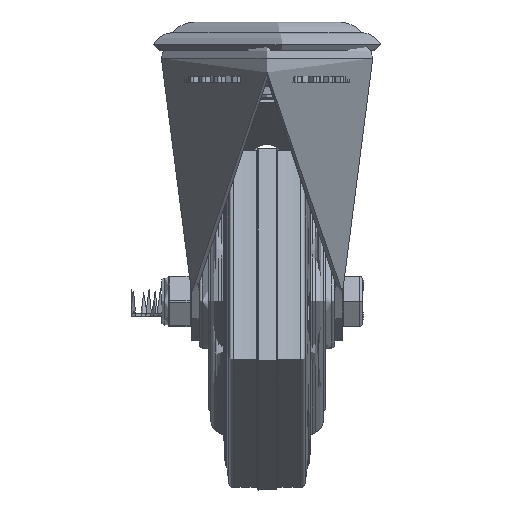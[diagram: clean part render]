
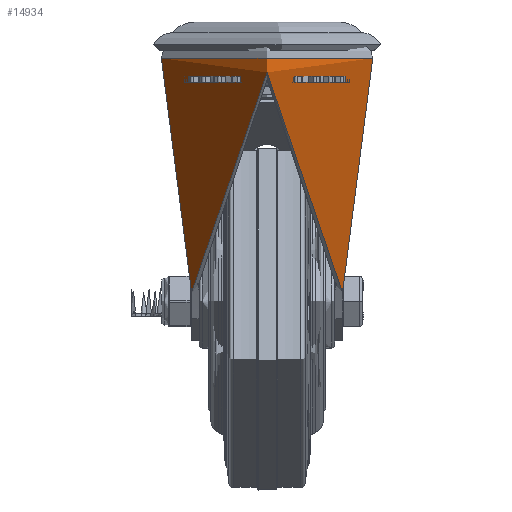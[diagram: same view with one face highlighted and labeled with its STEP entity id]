
A CAD part, left-side view. The second image highlights one B-rep face of the part: STEP entity #14934.
In plain terms, the highlighted cylindrical face has radius 35 mm (diameter 70 mm), a full revolution.
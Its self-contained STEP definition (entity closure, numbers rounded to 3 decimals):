
#401=B_SPLINE_CURVE_WITH_KNOTS('',3,(#22678,#22679,#22680,#22681,#22682,
#22683,#22684,#22685,#22686,#22687),.UNSPECIFIED.,.F.,.F.,(4,2,2,2,4),(-0.447,
-0.317,-0.188,-0.094,0.),
 .UNSPECIFIED.);
#402=B_SPLINE_CURVE_WITH_KNOTS('',3,(#22691,#22692,#22693,#22694,#22695,
#22696,#22697,#22698,#22699,#22700,#22701,#22702,#22703,#22704,#22705,#22706,
#22707,#22708,#22709,#22710,#22711,#22712,#22713,#22714,#22715,#22716,#22717,
#22718,#22719,#22720,#22721,#22722,#22723,#22724,#22725,#22726,#22727,#22728,
#22729,#22730,#22731,#22732,#22733,#22734,#22735,#22736,#22737,#22738,#22739,
#22740),.UNSPECIFIED.,.F.,.F.,(4,2,2,2,2,2,2,2,2,2,2,2,2,2,2,2,2,2,2,2,
2,2,2,2,4),(-24.922,-24.34,-23.155,-21.971,
-20.786,-19.761,-18.737,-17.712,
-16.688,-16.046,-15.403,-14.761,-14.119,
-13.477,-12.835,-12.192,-11.55,
-10.526,-9.501,-8.477,-7.452,
-6.268,-5.083,-3.898,-3.316),
 .UNSPECIFIED.);
#403=B_SPLINE_CURVE_WITH_KNOTS('',3,(#22743,#22744,#22745,#22746,#22747,
#22748,#22749,#22750,#22751,#22752),.UNSPECIFIED.,.F.,.F.,(4,2,2,2,4),(0.875,
0.969,1.063,1.192,1.321),
 .UNSPECIFIED.);
#1376=CYLINDRICAL_SURFACE('',#16225,35.);
#1836=LINE('',#22674,#2803);
#1837=LINE('',#22689,#2804);
#1838=LINE('',#22742,#2805);
#2803=VECTOR('',#18550,35.);
#2804=VECTOR('',#18553,1000.);
#2805=VECTOR('',#18554,1000.);
#3692=FACE_OUTER_BOUND('',#4627,.T.);
#4627=EDGE_LOOP('',(#11058,#11059,#11060,#11061,#11062,#11063,#11064,#11065,
#11066,#11067));
#5628=CIRCLE('',#16214,35.);
#5637=CIRCLE('',#16226,35.);
#5638=CIRCLE('',#16227,35.);
#6597=VERTEX_POINT('',#22653);
#6603=VERTEX_POINT('',#22671);
#6604=VERTEX_POINT('',#22672);
#6605=VERTEX_POINT('',#22675);
#6606=VERTEX_POINT('',#22677);
#6607=VERTEX_POINT('',#22688);
#6608=VERTEX_POINT('',#22690);
#6609=VERTEX_POINT('',#22741);
#8219=EDGE_CURVE('',#6597,#6597,#5628,.T.);
#8228=EDGE_CURVE('',#6603,#6604,#5637,.T.);
#8229=EDGE_CURVE('',#6604,#6597,#1836,.T.);
#8230=EDGE_CURVE('',#6604,#6605,#5638,.T.);
#8231=EDGE_CURVE('',#6606,#6605,#401,.F.);
#8232=EDGE_CURVE('',#6606,#6607,#1837,.T.);
#8233=EDGE_CURVE('',#6607,#6608,#402,.T.);
#8234=EDGE_CURVE('',#6608,#6609,#1838,.T.);
#8235=EDGE_CURVE('',#6603,#6609,#403,.F.);
#11058=ORIENTED_EDGE('',*,*,#8228,.T.);
#11059=ORIENTED_EDGE('',*,*,#8229,.T.);
#11060=ORIENTED_EDGE('',*,*,#8219,.F.);
#11061=ORIENTED_EDGE('',*,*,#8229,.F.);
#11062=ORIENTED_EDGE('',*,*,#8230,.T.);
#11063=ORIENTED_EDGE('',*,*,#8231,.F.);
#11064=ORIENTED_EDGE('',*,*,#8232,.T.);
#11065=ORIENTED_EDGE('',*,*,#8233,.T.);
#11066=ORIENTED_EDGE('',*,*,#8234,.T.);
#11067=ORIENTED_EDGE('',*,*,#8235,.F.);
#14934=ADVANCED_FACE('',(#3692),#1376,.T.);
#16214=AXIS2_PLACEMENT_3D('',#22654,#18524,#18525);
#16225=AXIS2_PLACEMENT_3D('',#22670,#18546,#18547);
#16226=AXIS2_PLACEMENT_3D('',#22673,#18548,#18549);
#16227=AXIS2_PLACEMENT_3D('',#22676,#18551,#18552);
#18524=DIRECTION('center_axis',(0.,0.,1.));
#18525=DIRECTION('ref_axis',(-1.,0.,0.));
#18546=DIRECTION('center_axis',(0.,0.,-1.));
#18547=DIRECTION('ref_axis',(-1.,0.,0.));
#18548=DIRECTION('center_axis',(0.,0.,1.));
#18549=DIRECTION('ref_axis',(-1.,0.,0.));
#18550=DIRECTION('',(0.,0.,1.));
#18551=DIRECTION('center_axis',(0.,0.,1.));
#18552=DIRECTION('ref_axis',(-1.,0.,0.));
#18553=DIRECTION('',(0.,0.,-1.));
#18554=DIRECTION('',(0.,0.,1.));
#22653=CARTESIAN_POINT('',(35.,0.,-2.5));
#22654=CARTESIAN_POINT('Origin',(0.,0.,-2.5));
#22670=CARTESIAN_POINT('Origin',(0.,0.,0.));
#22671=CARTESIAN_POINT('',(26.81,-22.5,-4.));
#22672=CARTESIAN_POINT('',(35.,0.,-4.));
#22673=CARTESIAN_POINT('Origin',(0.,0.,-4.));
#22674=CARTESIAN_POINT('',(35.,0.,0.));
#22675=CARTESIAN_POINT('',(26.81,22.5,-4.));
#22676=CARTESIAN_POINT('Origin',(0.,0.,-4.));
#22677=CARTESIAN_POINT('',(24.495,25.,-6.5));
#22678=CARTESIAN_POINT('Ctrl Pts',(26.81,22.5,-4.));
#22679=CARTESIAN_POINT('Ctrl Pts',(26.533,22.83,-4.));
#22680=CARTESIAN_POINT('Ctrl Pts',(26.227,23.18,-4.068));
#22681=CARTESIAN_POINT('Ctrl Pts',(25.638,23.83,-4.354));
#22682=CARTESIAN_POINT('Ctrl Pts',(25.354,24.13,-4.57));
#22683=CARTESIAN_POINT('Ctrl Pts',(24.951,24.546,-5.039));
#22684=CARTESIAN_POINT('Ctrl Pts',(24.788,24.71,-5.291));
#22685=CARTESIAN_POINT('Ctrl Pts',(24.559,24.937,-5.865));
#22686=CARTESIAN_POINT('Ctrl Pts',(24.495,25.,-6.186));
#22687=CARTESIAN_POINT('Ctrl Pts',(24.495,25.,-6.5));
#22688=CARTESIAN_POINT('',(24.495,25.,-80.081));
#22689=CARTESIAN_POINT('',(24.495,25.,-50.25));
#22690=CARTESIAN_POINT('',(24.495,-25.,-80.081));
#22691=CARTESIAN_POINT('Ctrl Pts',(24.495,25.,-80.081));
#22692=CARTESIAN_POINT('Ctrl Pts',(23.542,25.934,-78.591));
#22693=CARTESIAN_POINT('Ctrl Pts',(22.544,26.804,-77.054));
#22694=CARTESIAN_POINT('Ctrl Pts',(19.404,29.251,-72.287));
#22695=CARTESIAN_POINT('Ctrl Pts',(17.141,30.626,-68.953));
#22696=CARTESIAN_POINT('Ctrl Pts',(12.417,32.827,-62.222));
#22697=CARTESIAN_POINT('Ctrl Pts',(9.956,33.651,-58.825));
#22698=CARTESIAN_POINT('Ctrl Pts',(4.977,34.738,-52.171));
#22699=CARTESIAN_POINT('Ctrl Pts',(2.46,35.,-48.915));
#22700=CARTESIAN_POINT('Ctrl Pts',(-2.127,35.,-43.154));
#22701=CARTESIAN_POINT('Ctrl Pts',(-4.383,34.804,-40.391));
#22702=CARTESIAN_POINT('Ctrl Pts',(-9.,33.905,-34.89));
#22703=CARTESIAN_POINT('Ctrl Pts',(-11.361,33.201,-32.153));
#22704=CARTESIAN_POINT('Ctrl Pts',(-16.018,31.222,-26.892));
#22705=CARTESIAN_POINT('Ctrl Pts',(-18.315,29.946,-24.366));
#22706=CARTESIAN_POINT('Ctrl Pts',(-22.669,26.802,-19.686));
#22707=CARTESIAN_POINT('Ctrl Pts',(-24.725,24.934,-17.532));
#22708=CARTESIAN_POINT('Ctrl Pts',(-27.729,21.43,-14.44));
#22709=CARTESIAN_POINT('Ctrl Pts',(-28.866,19.893,-13.285));
#22710=CARTESIAN_POINT('Ctrl Pts',(-30.934,16.495,-11.205));
#22711=CARTESIAN_POINT('Ctrl Pts',(-31.865,14.633,-10.28));
#22712=CARTESIAN_POINT('Ctrl Pts',(-33.396,10.685,-8.769));
#22713=CARTESIAN_POINT('Ctrl Pts',(-33.998,8.593,-8.181));
#22714=CARTESIAN_POINT('Ctrl Pts',(-34.8,4.322,-7.399));
#22715=CARTESIAN_POINT('Ctrl Pts',(-35.,2.141,-7.205));
#22716=CARTESIAN_POINT('Ctrl Pts',(-35.,-2.141,-7.205));
#22717=CARTESIAN_POINT('Ctrl Pts',(-34.8,-4.322,
-7.399));
#22718=CARTESIAN_POINT('Ctrl Pts',(-33.998,-8.593,-8.181));
#22719=CARTESIAN_POINT('Ctrl Pts',(-33.396,-10.685,
-8.769));
#22720=CARTESIAN_POINT('Ctrl Pts',(-31.865,-14.633,-10.28));
#22721=CARTESIAN_POINT('Ctrl Pts',(-30.934,-16.495,
-11.205));
#22722=CARTESIAN_POINT('Ctrl Pts',(-28.866,-19.893,
-13.285));
#22723=CARTESIAN_POINT('Ctrl Pts',(-27.729,-21.43,
-14.44));
#22724=CARTESIAN_POINT('Ctrl Pts',(-24.725,-24.934,
-17.532));
#22725=CARTESIAN_POINT('Ctrl Pts',(-22.669,-26.802,
-19.686));
#22726=CARTESIAN_POINT('Ctrl Pts',(-18.315,-29.946,-24.366));
#22727=CARTESIAN_POINT('Ctrl Pts',(-16.018,-31.222,
-26.892));
#22728=CARTESIAN_POINT('Ctrl Pts',(-11.361,-33.201,
-32.153));
#22729=CARTESIAN_POINT('Ctrl Pts',(-9.,-33.905,
-34.89));
#22730=CARTESIAN_POINT('Ctrl Pts',(-4.383,-34.804,
-40.391));
#22731=CARTESIAN_POINT('Ctrl Pts',(-2.127,-35.,-43.154));
#22732=CARTESIAN_POINT('Ctrl Pts',(2.46,-35.,-48.915));
#22733=CARTESIAN_POINT('Ctrl Pts',(4.977,-34.738,-52.171));
#22734=CARTESIAN_POINT('Ctrl Pts',(9.956,-33.651,-58.825));
#22735=CARTESIAN_POINT('Ctrl Pts',(12.417,-32.827,-62.222));
#22736=CARTESIAN_POINT('Ctrl Pts',(17.141,-30.626,-68.953));
#22737=CARTESIAN_POINT('Ctrl Pts',(19.404,-29.251,-72.287));
#22738=CARTESIAN_POINT('Ctrl Pts',(22.544,-26.804,-77.054));
#22739=CARTESIAN_POINT('Ctrl Pts',(23.542,-25.934,-78.591));
#22740=CARTESIAN_POINT('Ctrl Pts',(24.495,-25.,-80.081));
#22741=CARTESIAN_POINT('',(24.495,-25.,-6.5));
#22742=CARTESIAN_POINT('',(24.495,-25.,-50.25));
#22743=CARTESIAN_POINT('Ctrl Pts',(24.495,-25.,-6.5));
#22744=CARTESIAN_POINT('Ctrl Pts',(24.495,-25.,-6.186));
#22745=CARTESIAN_POINT('Ctrl Pts',(24.559,-24.937,-5.865));
#22746=CARTESIAN_POINT('Ctrl Pts',(24.788,-24.71,-5.291));
#22747=CARTESIAN_POINT('Ctrl Pts',(24.951,-24.546,-5.039));
#22748=CARTESIAN_POINT('Ctrl Pts',(25.354,-24.13,-4.57));
#22749=CARTESIAN_POINT('Ctrl Pts',(25.638,-23.83,-4.354));
#22750=CARTESIAN_POINT('Ctrl Pts',(26.227,-23.18,-4.068));
#22751=CARTESIAN_POINT('Ctrl Pts',(26.533,-22.83,-4.));
#22752=CARTESIAN_POINT('Ctrl Pts',(26.81,-22.5,-4.));
